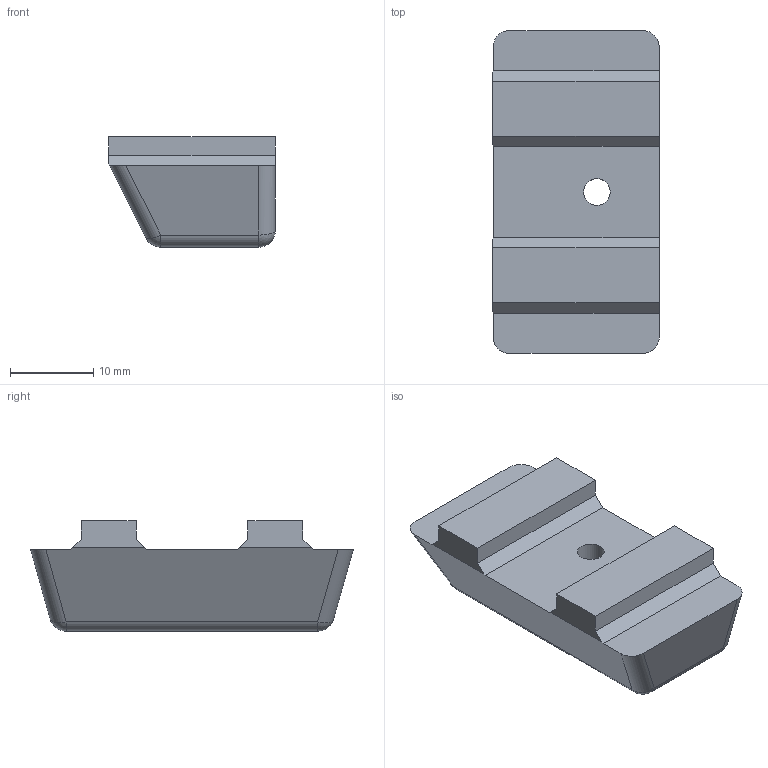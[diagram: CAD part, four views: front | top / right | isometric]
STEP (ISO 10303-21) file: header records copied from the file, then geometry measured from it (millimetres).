
FILE_DESCRIPTION(/* description */ (''),/* implementation_level */ '2;1');
FILE_NAME(/* name */ 'Step''s/4-Rubber feet. v3.step',/* time_stamp */ '2019-10-20T17:06:45-04:00',/* author */ (''),/* organization */ (''),/* preprocessor_version */ 'ST-DEVELOPER v18',/* originating_system */ 'Autodesk Translation Framework v8.6.0.1094',/* authorisation */ '');
FILE_SCHEMA (('AUTOMOTIVE_DESIGN { 1 0 10303 214 3 1 1 }'));
Length unit declared in the file: millimetre
Products named in the file (1): 4-Rubber feet.
Bounding box: 20 x 38.74 x 13.24 mm (x, y, z)
Volume: 6805.1 mm3; surface area: 2740.7 mm2
Topology: 1 solids, 1 shells, 36 faces, 88 edges, 55 vertices
Faces by surface type: plane 21, cylinder 10, sphere 4, torus 1
Full cylindrical faces by diameter (mm): 3.2 x1, 7.5 x1
Entity records: 1092 total; most frequent: DIRECTION 186, CARTESIAN_POINT 180, ORIENTED_EDGE 176, EDGE_CURVE 88, LINE 64, VECTOR 64, AXIS2_PLACEMENT_3D 61, VERTEX_POINT 55
